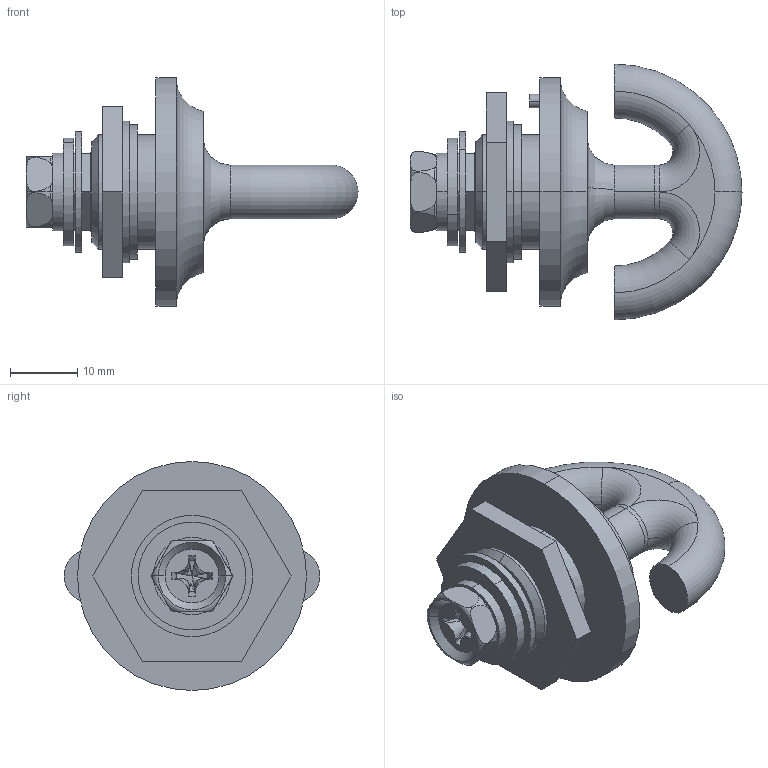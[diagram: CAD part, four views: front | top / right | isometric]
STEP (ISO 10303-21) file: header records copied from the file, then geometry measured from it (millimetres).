
FILE_DESCRIPTION (( 'STEP AP203' ), '1' );
FILE_NAME ('A-20-2.STEP', '2012-05-22T06:34:32', ( '11sw' ), ( 'タキゲン製造株式会社' ), 'SwSTEP 2.0', 'SolidWorks 2011', '' );
FILE_SCHEMA (( 'CONFIG_CONTROL_DESIGN' ));
Length unit declared in the file: millimetre
Products named in the file (9): A-20-2; 十字穴付き六角ボルトM6_M6×L14; A-20-2ワッシャー_; A-20-2SW_; A-20-2スペーサー_; A-20-2儕儞僌儚僢僔儍乕_; A-20-2六角ナット_; A-20-2受座_; A-20-2本体_
Assembly tree (8 placements, depth 2):
  A-20-2
    A-20-2受座_
    十字穴付き六角ボルトM6_M6×L14
    A-20-2本体_
    A-20-2ワッシャー_
    A-20-2SW_
    A-20-2スペーサー_
    A-20-2儕儞僌儚僢僔儍乕_
    A-20-2六角ナット_
Bounding box: 49.3 x 38 x 34 mm (x, y, z)
Volume: 12344.4 mm3; surface area: 9474.1 mm2
Topology: 8 solids, 8 shells, 152 faces, 344 edges, 209 vertices
Faces by surface type: plane 63, cylinder 40, torus 26, bspline 17, cone 6
Entity records: 6291 total; most frequent: CARTESIAN_POINT 2010, DIRECTION 715, ORIENTED_EDGE 672, EDGE_CURVE 336, AXIS2_PLACEMENT_3D 297, VERTEX_POINT 209, EDGE_LOOP 173, ADVANCED_FACE 152
